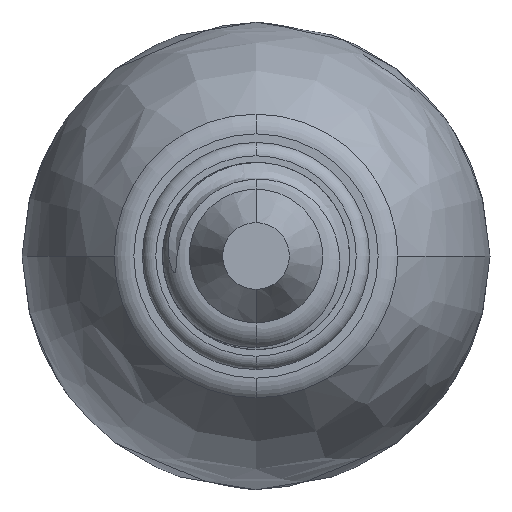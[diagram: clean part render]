
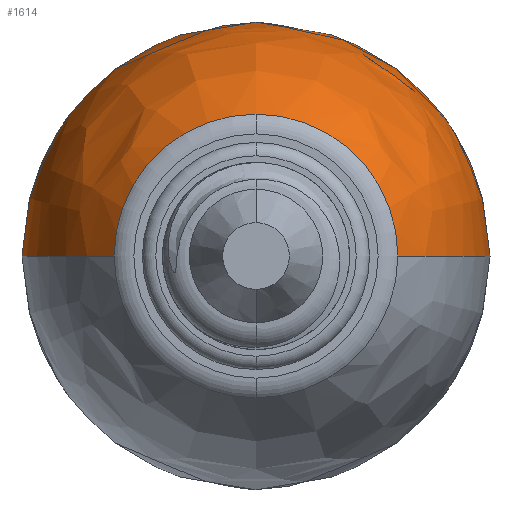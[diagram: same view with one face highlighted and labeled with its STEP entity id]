
A CAD part, front view. The second image highlights one B-rep face of the part: STEP entity #1614.
In plain terms, the highlighted free-form (B-spline) face has degree [3, 3] with [9, 4] control points.
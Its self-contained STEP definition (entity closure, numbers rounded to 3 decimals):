
#19 = CARTESIAN_POINT ( 'NONE',  ( -8.515, 86.204, 0. ) ) ;
#22 = AXIS2_PLACEMENT_3D ( 'NONE', #1248, #244, #1415 ) ;
#56 = CARTESIAN_POINT ( 'NONE',  ( 13.934, 75.847, 0. ) ) ;
#88 = CARTESIAN_POINT ( 'NONE',  ( -18.253, 45.976, 0. ) ) ;
#89 = CARTESIAN_POINT ( 'NONE',  ( 2.17, 98.735, 4.34 ) ) ;
#180 = CARTESIAN_POINT ( 'NONE',  ( -2.17, 98.735, 0. ) ) ;
#219 = CARTESIAN_POINT ( 'NONE',  ( 0., 99., 0. ) ) ;
#244 = DIRECTION ( 'NONE',  ( 0., 1., 0. ) ) ;
#246 = CARTESIAN_POINT ( 'NONE',  ( -13.934, 75.847, 27.868 ) ) ;
#254 = CARTESIAN_POINT ( 'NONE',  ( 16.792, 62.878, 33.584 ) ) ;
#257 = CARTESIAN_POINT ( 'NONE',  ( -2.17, 98.735, 0. ) ) ;
#263 = CARTESIAN_POINT ( 'NONE',  ( -10.62, 27.654, 0. ) ) ;
#330 = ORIENTED_EDGE ( 'NONE', *, *, #1613, .T. ) ;
#335 = AXIS2_PLACEMENT_3D ( 'NONE', #1981, #999, #2154 ) ;
#347 = EDGE_CURVE ( 'NONE', #662, #1379, #635, .T. ) ;
#380 = CARTESIAN_POINT ( 'NONE',  ( 16.792, 62.878, 0. ) ) ;
#408 = CARTESIAN_POINT ( 'NONE',  ( -10.62, 27.654, 21.24 ) ) ;
#409 = CARTESIAN_POINT ( 'NONE',  ( 8.515, 86.204, 0. ) ) ;
#414 = CARTESIAN_POINT ( 'NONE',  ( -16.792, 62.878, 0. ) ) ;
#416 = CARTESIAN_POINT ( 'NONE',  ( 0., 99., 0. ) ) ;
#501 = CARTESIAN_POINT ( 'NONE',  ( -10.62, 27.654, 0. ) ) ;
#508 = CARTESIAN_POINT ( 'NONE',  ( 0., 99., 0. ) ) ;
#570 = CARTESIAN_POINT ( 'NONE',  ( 15.839, 33.388, 0. ) ) ;
#572 = CARTESIAN_POINT ( 'NONE',  ( -8.515, 86.204, 17.03 ) ) ;
#581 = CARTESIAN_POINT ( 'NONE',  ( 13.934, 75.847, 27.868 ) ) ;
#583 = CARTESIAN_POINT ( 'NONE',  ( 0., 99., 0. ) ) ;
#635 = CIRCLE ( 'NONE', #335, 10.62 ) ;
#662 = VERTEX_POINT ( 'NONE', #912 ) ;
#675 = CARTESIAN_POINT ( 'NONE',  ( -15.839, 33.388, 0. ) ) ;
#704 = CARTESIAN_POINT ( 'NONE',  ( 2.17, 98.735, 0. ) ) ;
#755 = CARTESIAN_POINT ( 'NONE',  ( -15.839, 33.388, 31.679 ) ) ;
#758 = CARTESIAN_POINT ( 'NONE',  ( 5.429, 94.329, 0. ) ) ;
#790 = B_SPLINE_CURVE_WITH_KNOTS ( 'NONE', 3,
 ( #501, #675, #848, #2003, #1020, #19, #1184, #180, #1351 ),
 .UNSPECIFIED., .F., .F.,
 ( 4, 1, 1, 1, 1, 1, 4 ),
 ( 0.011, 0.299, 0.478, 0.663, 0.803, 0.923, 1. ),
 .UNSPECIFIED. ) ;
#802 = EDGE_CURVE ( 'NONE', #1379, #1492, #1871, .T. ) ;
#848 = CARTESIAN_POINT ( 'NONE',  ( -18.253, 45.976, 0. ) ) ;
#858 = ORIENTED_EDGE ( 'NONE', *, *, #347, .T. ) ;
#883 = CARTESIAN_POINT ( 'NONE',  ( 5.429, 94.329, 0. ) ) ;
#908 = ORIENTED_EDGE ( 'NONE', *, *, #2054, .F. ) ;
#912 = CARTESIAN_POINT ( 'NONE',  ( 0., 27.654, 10.62 ) ) ;
#922 = CARTESIAN_POINT ( 'NONE',  ( 18.253, 45.976, 0. ) ) ;
#924 = CARTESIAN_POINT ( 'NONE',  ( -5.429, 94.329, 10.859 ) ) ;
#996 = CARTESIAN_POINT ( 'NONE',  ( 15.839, 33.388, 0. ) ) ;
#999 = DIRECTION ( 'NONE',  ( 0., 1., 0. ) ) ;
#1020 = CARTESIAN_POINT ( 'NONE',  ( -13.934, 75.847, 0. ) ) ;
#1084 = FACE_OUTER_BOUND ( 'NONE', #1968, .T. ) ;
#1088 = CARTESIAN_POINT ( 'NONE',  ( -18.253, 45.976, 36.507 ) ) ;
#1089 = CARTESIAN_POINT ( 'NONE',  ( 2.17, 98.735, 0. ) ) ;
#1184 = CARTESIAN_POINT ( 'NONE',  ( -5.429, 94.329, 0. ) ) ;
#1193 = CIRCLE ( 'NONE', #22, 10.62 ) ;
#1248 = CARTESIAN_POINT ( 'NONE',  ( 0., 27.654, 0. ) ) ;
#1257 = CARTESIAN_POINT ( 'NONE',  ( 16.792, 62.878, 0. ) ) ;
#1259 = CARTESIAN_POINT ( 'NONE',  ( -2.17, 98.735, 4.34 ) ) ;
#1260 = CARTESIAN_POINT ( 'NONE',  ( 18.253, 45.976, 0. ) ) ;
#1351 = CARTESIAN_POINT ( 'NONE',  ( 0., 99., 0. ) ) ;
#1379 = VERTEX_POINT ( 'NONE', #1691 ) ;
#1384 = CARTESIAN_POINT ( 'NONE',  ( 10.62, 27.654, 0. ) ) ;
#1402 = CARTESIAN_POINT ( 'NONE',  ( 10.62, 27.654, 0. ) ) ;
#1415 = DIRECTION ( 'NONE',  ( 0., 0., -1. ) ) ;
#1416 = CARTESIAN_POINT ( 'NONE',  ( -13.934, 75.847, 0. ) ) ;
#1421 = CARTESIAN_POINT ( 'NONE',  ( -16.792, 62.878, 33.584 ) ) ;
#1423 = CARTESIAN_POINT ( 'NONE',  ( 0., 99., 0. ) ) ;
#1492 = VERTEX_POINT ( 'NONE', #219 ) ;
#1573 = CARTESIAN_POINT ( 'NONE',  ( -10.62, 27.654, 0. ) ) ;
#1574 = CARTESIAN_POINT ( 'NONE',  ( 8.515, 86.204, 17.03 ) ) ;
#1582 = CARTESIAN_POINT ( 'NONE',  ( 13.934, 75.847, 0. ) ) ;
#1584 = CARTESIAN_POINT ( 'NONE',  ( 0., 99., 0. ) ) ;
#1613 = EDGE_CURVE ( 'NONE', #1632, #662, #1193, .T. ) ;
#1614 = ADVANCED_FACE ( 'NONE', ( #1084 ), #1940, .T. ) ;
#1632 = VERTEX_POINT ( 'NONE', #263 ) ;
#1691 = CARTESIAN_POINT ( 'NONE',  ( 10.62, 27.654, 0. ) ) ;
#1744 = CARTESIAN_POINT ( 'NONE',  ( 15.839, 33.388, 31.679 ) ) ;
#1745 = CARTESIAN_POINT ( 'NONE',  ( -8.515, 86.204, 0. ) ) ;
#1871 = B_SPLINE_CURVE_WITH_KNOTS ( 'NONE', 3,
 ( #1384, #996, #1260, #380, #56, #1873, #883, #704, #508 ),
 .UNSPECIFIED., .F., .F.,
 ( 4, 1, 1, 1, 1, 1, 4 ),
 ( 0.011, 0.299, 0.478, 0.663, 0.803, 0.923, 1. ),
 .UNSPECIFIED. ) ;
#1873 = CARTESIAN_POINT ( 'NONE',  ( 8.515, 86.204, 0. ) ) ;
#1904 = CARTESIAN_POINT ( 'NONE',  ( -15.839, 33.388, 0. ) ) ;
#1906 = CARTESIAN_POINT ( 'NONE',  ( 5.429, 94.329, 10.859 ) ) ;
#1940 =( BOUNDED_SURFACE ( )  B_SPLINE_SURFACE ( 3, 3, ( 
 ( #1402, #2067, #408, #1573 ),
 ( #570, #1744, #755, #1904 ),
 ( #922, #2076, #1088, #88 ),
 ( #1257, #254, #1421, #414 ),
 ( #1582, #581, #246, #1416 ),
 ( #409, #1574, #572, #1745 ),
 ( #758, #1906, #924, #2078 ),
 ( #1089, #89, #1259, #257 ),
 ( #1423, #416, #1584, #583 ) ),
 .UNSPECIFIED., .F., .F., .F. ) 
 B_SPLINE_SURFACE_WITH_KNOTS ( ( 4, 1, 1, 1, 1, 1, 4 ),
 ( 4, 4 ),
 ( 0.011, 0.299, 0.478, 0.663, 0.803, 0.923, 1. ),
 ( 0., 1. ),
 .UNSPECIFIED. ) 
 GEOMETRIC_REPRESENTATION_ITEM ( )  RATIONAL_B_SPLINE_SURFACE ( (
 ( 1., 0.333, 0.333, 1.),
 ( 1., 0.333, 0.333, 1.),
 ( 1., 0.333, 0.333, 1.),
 ( 1., 0.333, 0.333, 1.),
 ( 1., 0.333, 0.333, 1.),
 ( 1., 0.333, 0.333, 1.),
 ( 1., 0.333, 0.333, 1.),
 ( 1., 0.333, 0.333, 1.),
 ( 1., 0.333, 0.333, 1.) ) ) 
 REPRESENTATION_ITEM ( '' )  SURFACE ( )  );
#1968 = EDGE_LOOP ( 'NONE', ( #858, #2148, #908, #330 ) ) ;
#1981 = CARTESIAN_POINT ( 'NONE',  ( 0., 27.654, 0. ) ) ;
#2003 = CARTESIAN_POINT ( 'NONE',  ( -16.792, 62.878, 0. ) ) ;
#2054 = EDGE_CURVE ( 'NONE', #1632, #1492, #790, .T. ) ;
#2067 = CARTESIAN_POINT ( 'NONE',  ( 10.62, 27.654, 21.24 ) ) ;
#2076 = CARTESIAN_POINT ( 'NONE',  ( 18.253, 45.976, 36.507 ) ) ;
#2078 = CARTESIAN_POINT ( 'NONE',  ( -5.429, 94.329, 0. ) ) ;
#2148 = ORIENTED_EDGE ( 'NONE', *, *, #802, .T. ) ;
#2154 = DIRECTION ( 'NONE',  ( 0., 0., -1. ) ) ;
